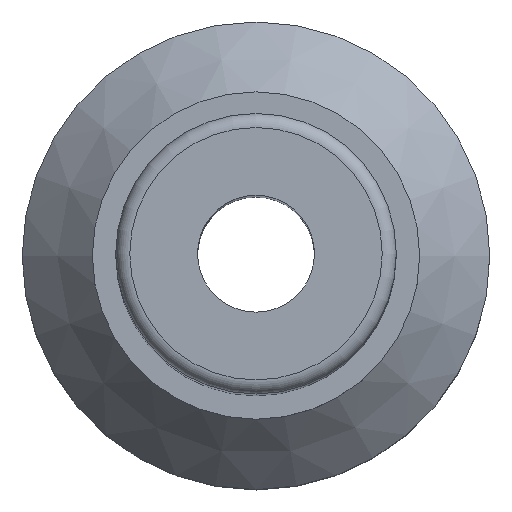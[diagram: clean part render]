
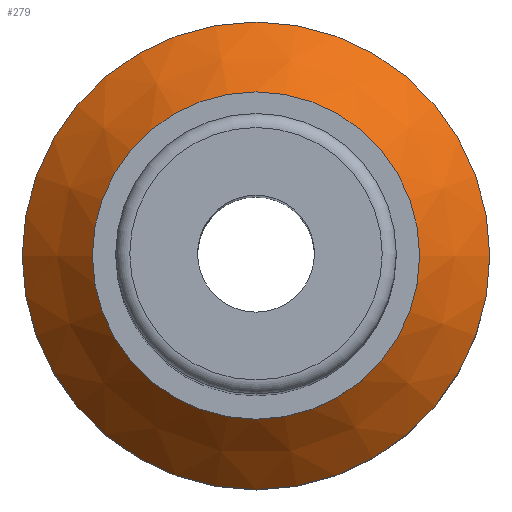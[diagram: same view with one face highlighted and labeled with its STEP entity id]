
A CAD part, top view. The second image highlights one B-rep face of the part: STEP entity #279.
In plain terms, the highlighted conical face has half-angle 43.152 degrees and reference radius 5 mm.
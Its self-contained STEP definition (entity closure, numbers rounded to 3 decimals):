
#25=CONICAL_SURFACE('',#336,5.,0.753);
#76=ORIENTED_EDGE('',*,*,#106,.T.);
#77=ORIENTED_EDGE('',*,*,#105,.F.);
#105=EDGE_CURVE('',#129,#129,#153,.T.);
#106=EDGE_CURVE('',#130,#130,#154,.T.);
#129=VERTEX_POINT('',#502);
#130=VERTEX_POINT('',#505);
#153=CIRCLE('',#335,5.);
#154=CIRCLE('',#337,3.5);
#196=EDGE_LOOP('',(#76));
#197=EDGE_LOOP('',(#77));
#244=FACE_BOUND('',#196,.T.);
#245=FACE_BOUND('',#197,.T.);
#279=ADVANCED_FACE('',(#244,#245),#25,.T.);
#335=AXIS2_PLACEMENT_3D('',#501,#423,#424);
#336=AXIS2_PLACEMENT_3D('',#503,#425,#426);
#337=AXIS2_PLACEMENT_3D('',#504,#427,#428);
#423=DIRECTION('',(0.,0.,-1.));
#424=DIRECTION('',(-1.,0.,0.));
#425=DIRECTION('',(0.,0.,-1.));
#426=DIRECTION('',(-1.,0.,0.));
#427=DIRECTION('',(0.,0.,-1.));
#428=DIRECTION('',(-1.,0.,0.));
#501=CARTESIAN_POINT('',(0.,0.,12.5));
#502=CARTESIAN_POINT('',(-5.,0.,12.5));
#503=CARTESIAN_POINT('',(0.,0.,12.5));
#504=CARTESIAN_POINT('',(0.,0.,14.1));
#505=CARTESIAN_POINT('',(-3.5,0.,14.1));
